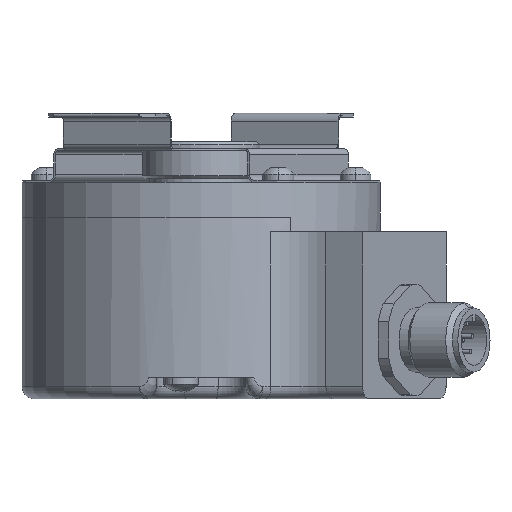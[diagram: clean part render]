
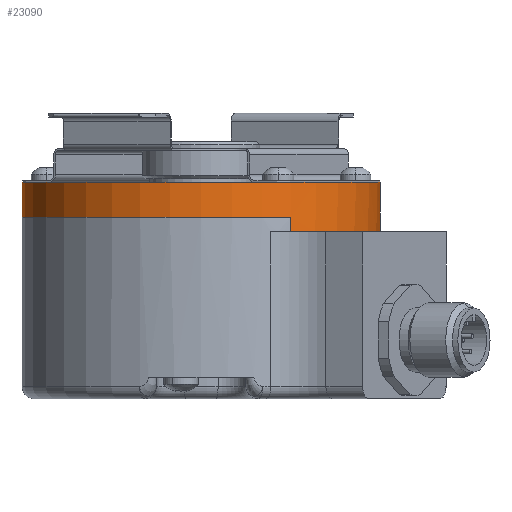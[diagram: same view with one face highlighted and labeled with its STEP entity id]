
A CAD part, front view. The second image highlights one B-rep face of the part: STEP entity #23090.
In plain terms, the highlighted cylindrical face has radius 29 mm (diameter 58 mm), a partial arc.
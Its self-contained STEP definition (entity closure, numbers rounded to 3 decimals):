
#69=CARTESIAN_POINT('',(0.,0.,-15.));
#70=DIRECTION('',(0.,0.,-1.));
#71=DIRECTION('',(0.985,0.173,0.));
#72=AXIS2_PLACEMENT_3D('',#69,#70,#71);
#211=DIRECTION('',(0.,0.,-1.));
#212=VECTOR('',#211,2.4);
#213=CARTESIAN_POINT('',(14.5,-25.115,12.4));
#214=LINE('',#213,#212);
#315=CARTESIAN_POINT('',(0.,0.,12.4));
#316=DIRECTION('',(0.,0.,1.));
#317=DIRECTION('',(1.,0.,0.));
#318=AXIS2_PLACEMENT_3D('',#315,#316,#317);
#320=DIRECTION('',(0.,0.,1.));
#321=VECTOR('',#320,5.6);
#322=CARTESIAN_POINT('',(29.,0.,12.4));
#323=LINE('',#322,#321);
#324=DIRECTION('',(0.,0.,-1.));
#325=VECTOR('',#324,27.4);
#326=CARTESIAN_POINT('',(-14.5,25.115,12.4));
#327=LINE('',#326,#325);
#328=CARTESIAN_POINT('',(18.616,22.236,-15.));
#329=CARTESIAN_POINT('',(18.637,22.218,-15.004));
#330=CARTESIAN_POINT('',(18.683,22.18,-14.993));
#331=CARTESIAN_POINT('',(18.755,22.119,-14.981));
#332=CARTESIAN_POINT('',(18.83,22.055,-14.957));
#333=CARTESIAN_POINT('',(18.908,21.988,-14.924));
#334=CARTESIAN_POINT('',(18.989,21.918,-14.881));
#335=CARTESIAN_POINT('',(19.071,21.847,-14.827));
#336=CARTESIAN_POINT('',(19.155,21.774,-14.762));
#337=CARTESIAN_POINT('',(19.236,21.702,-14.687));
#338=CARTESIAN_POINT('',(19.315,21.632,-14.603));
#339=CARTESIAN_POINT('',(19.389,21.566,-14.511));
#340=CARTESIAN_POINT('',(19.456,21.505,-14.414));
#341=CARTESIAN_POINT('',(19.516,21.451,-14.314));
#342=CARTESIAN_POINT('',(19.567,21.404,-14.213));
#343=CARTESIAN_POINT('',(19.61,21.365,-14.112));
#344=CARTESIAN_POINT('',(19.645,21.332,-14.014));
#345=CARTESIAN_POINT('',(19.673,21.307,-13.918));
#346=CARTESIAN_POINT('',(19.693,21.288,-13.826));
#347=CARTESIAN_POINT('',(19.707,21.275,-13.737));
#348=CARTESIAN_POINT('',(19.715,21.268,-13.651));
#349=CARTESIAN_POINT('',(19.718,21.265,-13.596));
#350=CARTESIAN_POINT('',(19.717,21.266,-13.57));
#352=CARTESIAN_POINT('',(28.565,5.004,-15.));
#353=CARTESIAN_POINT('',(28.56,5.031,-15.004));
#354=CARTESIAN_POINT('',(28.55,5.09,-14.993));
#355=CARTESIAN_POINT('',(28.533,5.183,-14.981));
#356=CARTESIAN_POINT('',(28.515,5.28,-14.957));
#357=CARTESIAN_POINT('',(28.496,5.381,-14.924));
#358=CARTESIAN_POINT('',(28.476,5.486,-14.881));
#359=CARTESIAN_POINT('',(28.456,5.593,-14.827));
#360=CARTESIAN_POINT('',(28.434,5.701,-14.762));
#361=CARTESIAN_POINT('',(28.412,5.808,-14.687));
#362=CARTESIAN_POINT('',(28.391,5.911,-14.603));
#363=CARTESIAN_POINT('',(28.371,6.008,-14.511));
#364=CARTESIAN_POINT('',(28.352,6.097,-14.414));
#365=CARTESIAN_POINT('',(28.335,6.175,-14.314));
#366=CARTESIAN_POINT('',(28.32,6.243,-14.213));
#367=CARTESIAN_POINT('',(28.307,6.301,-14.112));
#368=CARTESIAN_POINT('',(28.297,6.347,-14.014));
#369=CARTESIAN_POINT('',(28.289,6.384,-13.918));
#370=CARTESIAN_POINT('',(28.283,6.411,-13.826));
#371=CARTESIAN_POINT('',(28.278,6.43,-13.737));
#372=CARTESIAN_POINT('',(28.276,6.44,-13.651));
#373=CARTESIAN_POINT('',(28.275,6.444,-13.596));
#374=CARTESIAN_POINT('',(28.275,6.443,-13.57));
#376=DIRECTION('',(0.,0.,-1.));
#377=VECTOR('',#376,25.);
#378=CARTESIAN_POINT('',(28.781,3.561,10.));
#379=LINE('',#378,#377);
#380=CARTESIAN_POINT('',(0.,0.,12.4));
#381=DIRECTION('',(0.,0.,1.));
#382=DIRECTION('',(-1.,0.,0.));
#383=AXIS2_PLACEMENT_3D('',#380,#381,#382);
#385=DIRECTION('',(0.,0.,1.));
#386=VECTOR('',#385,5.6);
#387=CARTESIAN_POINT('',(-29.,0.,12.4));
#388=LINE('',#387,#386);
#389=CARTESIAN_POINT('',(0.,0.,-15.));
#390=DIRECTION('',(0.,0.,-1.));
#391=DIRECTION('',(-0.5,0.866,0.));
#392=AXIS2_PLACEMENT_3D('',#389,#390,#391);
#1041=CARTESIAN_POINT('',(0.,0.,18.));
#1042=DIRECTION('',(0.,0.,1.));
#1043=DIRECTION('',(-1.,0.,0.));
#1044=AXIS2_PLACEMENT_3D('',#1041,#1042,#1043);
#13817=CARTESIAN_POINT('',(0.,0.,-13.5));
#13818=DIRECTION('',(0.,0.,1.));
#13819=DIRECTION('',(0.975,0.222,0.));
#13820=AXIS2_PLACEMENT_3D('',#13817,#13818,#13819);
#13879=DIRECTION('',(0.,0.,1.));
#13880=VECTOR('',#13879,0.07);
#13881=CARTESIAN_POINT('',(19.717,21.266,
-13.57));
#13882=LINE('',#13881,#13880);
#14009=DIRECTION('',(0.,0.,-1.));
#14010=VECTOR('',#14009,0.07);
#14011=CARTESIAN_POINT('',(28.275,6.443,-13.5));
#14012=LINE('',#14011,#14010);
#18097=CARTESIAN_POINT('',(0.,0.,10.));
#18098=DIRECTION('',(0.,0.,-1.));
#18099=DIRECTION('',(0.992,0.123,0.));
#18100=AXIS2_PLACEMENT_3D('',#18097,#18098,#18099);
#18609=CARTESIAN_POINT('',(29.,0.,18.));
#18610=CARTESIAN_POINT('',(-29.,0.,18.));
#18611=VERTEX_POINT('',#18609);
#18612=VERTEX_POINT('',#18610);
#21967=CARTESIAN_POINT('',(28.781,3.561,10.));
#21968=CARTESIAN_POINT('',(14.5,-25.115,10.));
#21969=VERTEX_POINT('',#21967);
#21970=VERTEX_POINT('',#21968);
#21973=CARTESIAN_POINT('',(28.275,6.443,-13.5));
#21974=CARTESIAN_POINT('',(19.717,21.266,-13.5));
#21975=VERTEX_POINT('',#21973);
#21976=VERTEX_POINT('',#21974);
#21995=CARTESIAN_POINT('',(28.781,3.561,-15.));
#21996=VERTEX_POINT('',#21995);
#21999=CARTESIAN_POINT('',(28.565,5.004,-15.));
#22000=VERTEX_POINT('',#21999);
#22017=CARTESIAN_POINT('',(-14.5,25.115,-15.));
#22018=CARTESIAN_POINT('',(18.616,22.236,-15.));
#22019=VERTEX_POINT('',#22017);
#22020=VERTEX_POINT('',#22018);
#22179=VERTEX_POINT('',#374);
#22183=CARTESIAN_POINT('',(19.717,21.266,
-13.57));
#22184=VERTEX_POINT('',#22183);
#22307=CARTESIAN_POINT('',(29.,0.,12.4));
#22308=CARTESIAN_POINT('',(-14.5,25.115,12.4));
#22309=VERTEX_POINT('',#22307);
#22310=VERTEX_POINT('',#22308);
#22311=CARTESIAN_POINT('',(-29.,0.,12.4));
#22312=CARTESIAN_POINT('',(14.5,-25.115,12.4));
#22313=VERTEX_POINT('',#22311);
#22314=VERTEX_POINT('',#22312);
#23058=CARTESIAN_POINT('',(0.,0.,0.));
#23059=DIRECTION('',(0.,0.,1.));
#23060=DIRECTION('',(1.,0.,0.));
#23061=AXIS2_PLACEMENT_3D('',#23058,#23059,#23060);
#23062=CYLINDRICAL_SURFACE('',#23061,29.);
#23063=ORIENTED_EDGE('',*,*,#23051,.F.);
#23064=ORIENTED_EDGE('',*,*,#23049,.T.);
#23065=ORIENTED_EDGE('',*,*,#23047,.T.);
#23067=ORIENTED_EDGE('',*,*,#23066,.T.);
#23069=ORIENTED_EDGE('',*,*,#23068,.T.);
#23071=ORIENTED_EDGE('',*,*,#23070,.T.);
#23073=ORIENTED_EDGE('',*,*,#23072,.F.);
#23075=ORIENTED_EDGE('',*,*,#23074,.T.);
#23077=ORIENTED_EDGE('',*,*,#23076,.F.);
#23078=ORIENTED_EDGE('',*,*,#22832,.T.);
#23080=ORIENTED_EDGE('',*,*,#23079,.F.);
#23082=ORIENTED_EDGE('',*,*,#23081,.T.);
#23083=ORIENTED_EDGE('',*,*,#23016,.F.);
#23084=ORIENTED_EDGE('',*,*,#23014,.F.);
#23085=ORIENTED_EDGE('',*,*,#23012,.T.);
#23087=ORIENTED_EDGE('',*,*,#23086,.T.);
#23088=EDGE_LOOP('',(#23063,#23064,#23065,#23067,#23069,#23071,#23073,#23075,
#23077,#23078,#23080,#23082,#23083,#23084,#23085,#23087));
#23089=FACE_OUTER_BOUND('',#23088,.F.);
#73=CIRCLE('',#72,29.);
#319=CIRCLE('',#318,29.);
#351=B_SPLINE_CURVE_WITH_KNOTS('',3,(#328,#329,#330,#331,#332,#333,#334,#335,
#336,#337,#338,#339,#340,#341,#342,#343,#344,#345,#346,#347,#348,#349,#350),
.UNSPECIFIED.,.F.,.F.,(4,1,1,1,1,1,1,1,1,1,1,1,1,1,1,1,1,1,1,1,4),(0.,0.05,
0.1,0.15,0.2,0.25,0.3,0.35,0.4,0.45,0.5,0.55,0.6,0.65,
0.7,0.75,0.8,0.85,0.9,0.95,1.),.UNSPECIFIED.);
#375=B_SPLINE_CURVE_WITH_KNOTS('',3,(#352,#353,#354,#355,#356,#357,#358,#359,
#360,#361,#362,#363,#364,#365,#366,#367,#368,#369,#370,#371,#372,#373,#374),
.UNSPECIFIED.,.F.,.F.,(4,1,1,1,1,1,1,1,1,1,1,1,1,1,1,1,1,1,1,1,4),(0.,0.05,
0.1,0.15,0.2,0.25,0.3,0.35,0.4,0.45,0.5,0.55,0.6,0.65,
0.7,0.75,0.8,0.85,0.9,0.95,1.),.UNSPECIFIED.);
#384=CIRCLE('',#383,29.);
#393=CIRCLE('',#392,29.);
#1045=CIRCLE('',#1044,29.);
#13821=CIRCLE('',#13820,29.);
#18101=CIRCLE('',#18100,29.);
#22832=EDGE_CURVE('',#22000,#21996,#73,.T.);
#23012=EDGE_CURVE('',#22313,#18612,#388,.T.);
#23014=EDGE_CURVE('',#22313,#22314,#384,.T.);
#23016=EDGE_CURVE('',#22314,#21970,#214,.T.);
#23047=EDGE_CURVE('',#22310,#22019,#327,.T.);
#23049=EDGE_CURVE('',#22309,#22310,#319,.T.);
#23051=EDGE_CURVE('',#22309,#18611,#323,.T.);
#23066=EDGE_CURVE('',#22019,#22020,#393,.T.);
#23068=EDGE_CURVE('',#22020,#22184,#351,.T.);
#23070=EDGE_CURVE('',#22184,#21976,#13882,.T.);
#23072=EDGE_CURVE('',#21975,#21976,#13821,.T.);
#23074=EDGE_CURVE('',#21975,#22179,#14012,.T.);
#23076=EDGE_CURVE('',#22000,#22179,#375,.T.);
#23079=EDGE_CURVE('',#21969,#21996,#379,.T.);
#23081=EDGE_CURVE('',#21969,#21970,#18101,.T.);
#23086=EDGE_CURVE('',#18612,#18611,#1045,.T.);
#23090=ADVANCED_FACE('',(#23089),#23062,.T.);
